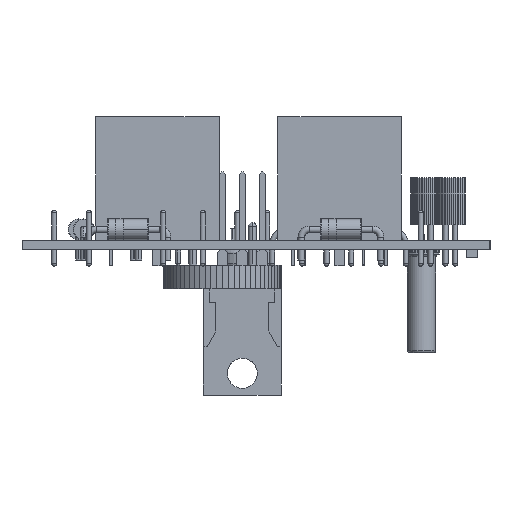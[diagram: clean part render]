
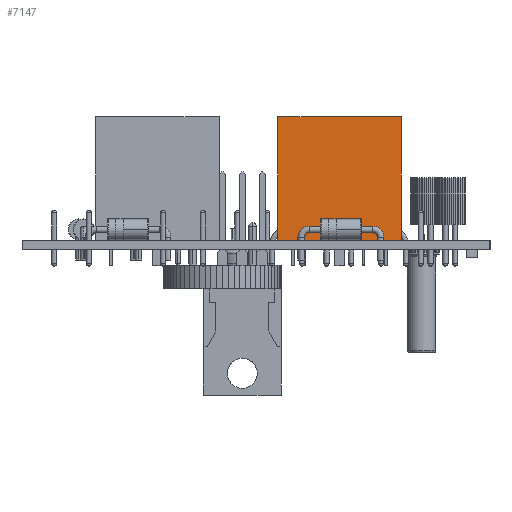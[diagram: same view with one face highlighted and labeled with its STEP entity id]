
A CAD part, left-side view. The second image highlights one B-rep face of the part: STEP entity #7147.
In plain terms, the highlighted planar face has unit normal (-1, 0, 0).
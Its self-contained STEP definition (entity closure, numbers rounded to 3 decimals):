
#7036 = VERTEX_POINT('',#7037);
#7037 = CARTESIAN_POINT('',(-9.9,15.8,7.9));
#7043 = EDGE_CURVE('',#7036,#7044,#7046,.T.);
#7044 = VERTEX_POINT('',#7045);
#7045 = CARTESIAN_POINT('',(-9.9,0.,7.9));
#7046 = LINE('',#7047,#7048);
#7047 = CARTESIAN_POINT('',(-9.9,7.9,7.9));
#7048 = VECTOR('',#7049,1.);
#7049 = DIRECTION('',(0.,-1.,0.));
#7076 = VERTEX_POINT('',#7077);
#7077 = CARTESIAN_POINT('',(-9.9,0.,-7.9));
#7083 = EDGE_CURVE('',#7076,#7084,#7086,.T.);
#7084 = VERTEX_POINT('',#7085);
#7085 = CARTESIAN_POINT('',(-9.9,15.8,-7.9));
#7086 = LINE('',#7087,#7088);
#7087 = CARTESIAN_POINT('',(-9.9,7.9,-7.9));
#7088 = VECTOR('',#7089,1.);
#7089 = DIRECTION('',(0.,1.,0.));
#7129 = EDGE_CURVE('',#7044,#7076,#7130,.T.);
#7130 = LINE('',#7131,#7132);
#7131 = CARTESIAN_POINT('',(-9.9,0.,0.));
#7132 = VECTOR('',#7133,1.);
#7133 = DIRECTION('',(0.,0.,-1.));
#7147 = ADVANCED_FACE('',(#7148),#7159,.F.);
#7148 = FACE_BOUND('',#7149,.T.);
#7149 = EDGE_LOOP('',(#7150,#7156,#7157,#7158));
#7150 = ORIENTED_EDGE('',*,*,#7151,.T.);
#7151 = EDGE_CURVE('',#7036,#7084,#7152,.T.);
#7152 = LINE('',#7153,#7154);
#7153 = CARTESIAN_POINT('',(-9.9,15.8,0.));
#7154 = VECTOR('',#7155,1.);
#7155 = DIRECTION('',(0.,0.,-1.));
#7156 = ORIENTED_EDGE('',*,*,#7083,.F.);
#7157 = ORIENTED_EDGE('',*,*,#7129,.F.);
#7158 = ORIENTED_EDGE('',*,*,#7043,.F.);
#7159 = PLANE('',#7160);
#7160 = AXIS2_PLACEMENT_3D('',#7161,#7162,#7163);
#7161 = CARTESIAN_POINT('',(-9.9,7.9,0.));
#7162 = DIRECTION('',(1.,0.,0.));
#7163 = DIRECTION('',(0.,0.,-1.));
